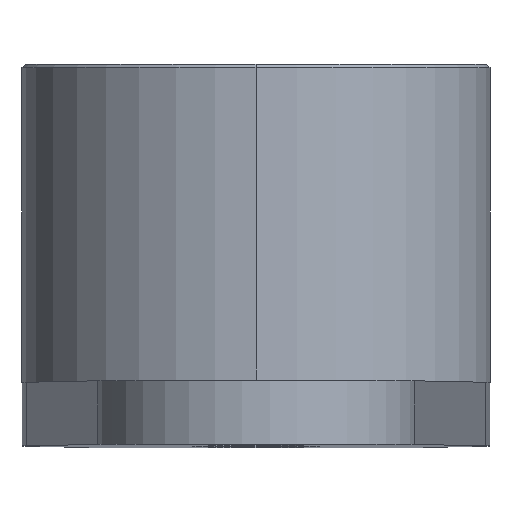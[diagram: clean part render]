
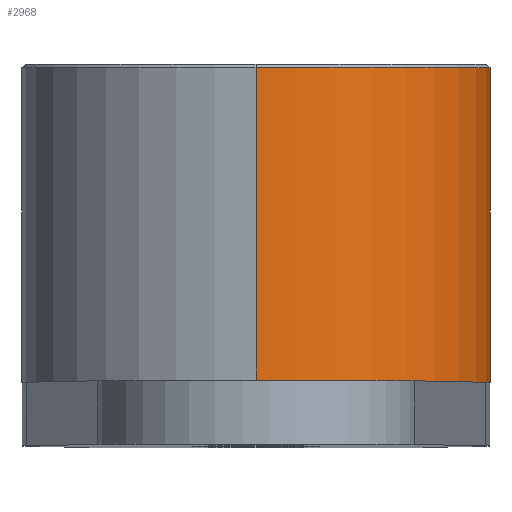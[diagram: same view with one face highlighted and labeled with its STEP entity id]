
A CAD part, top view. The second image highlights one B-rep face of the part: STEP entity #2968.
In plain terms, the highlighted cylindrical face has radius 3.679 mm (diameter 7.359 mm), a partial arc.
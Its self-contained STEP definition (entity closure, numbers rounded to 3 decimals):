
#30 = AXIS2_PLACEMENT_3D ( 'NONE', #3314, #5228, #7111 ) ;
#186 = VERTEX_POINT ( 'NONE', #4423 ) ;
#297 = ORIENTED_EDGE ( 'NONE', *, *, #4408, .T. ) ;
#578 = LINE ( 'NONE', #2468, #6868 ) ;
#635 = VECTOR ( 'NONE', #5374, 1000. ) ;
#760 = ORIENTED_EDGE ( 'NONE', *, *, #3324, .T. ) ;
#1204 = EDGE_LOOP ( 'NONE', ( #297, #760, #5604, #3976, #5145 ) ) ;
#1446 = CIRCLE ( 'NONE', #7206, 3.679 ) ;
#1746 = VERTEX_POINT ( 'NONE', #7360 ) ;
#1870 = AXIS2_PLACEMENT_3D ( 'NONE', #3325, #5121, #3286 ) ;
#2028 = EDGE_CURVE ( 'NONE', #2789, #186, #5150, .T. ) ;
#2073 = DIRECTION ( 'NONE',  ( 0., 0., -1. ) ) ;
#2155 = VERTEX_POINT ( 'NONE', #2422 ) ;
#2422 = CARTESIAN_POINT ( 'NONE',  ( 0., 1., 3.679 ) ) ;
#2468 = CARTESIAN_POINT ( 'NONE',  ( 0., 6., 3.679 ) ) ;
#2789 = VERTEX_POINT ( 'NONE', #7581 ) ;
#2932 = CARTESIAN_POINT ( 'NONE',  ( 0., 6., -3.679 ) ) ;
#2968 = ADVANCED_FACE ( 'NONE', ( #6036 ), #6636, .T. ) ;
#3286 = DIRECTION ( 'NONE',  ( 0., 0., 1. ) ) ;
#3314 = CARTESIAN_POINT ( 'NONE',  ( 0., 1., 0. ) ) ;
#3324 = EDGE_CURVE ( 'NONE', #1746, #2155, #578, .T. ) ;
#3325 = CARTESIAN_POINT ( 'NONE',  ( 0., 5.95, 0. ) ) ;
#3411 = AXIS2_PLACEMENT_3D ( 'NONE', #3597, #5435, #2073 ) ;
#3597 = CARTESIAN_POINT ( 'NONE',  ( 0., 6., 0. ) ) ;
#3610 = CARTESIAN_POINT ( 'NONE',  ( 0., 1., 0. ) ) ;
#3915 = CARTESIAN_POINT ( 'NONE',  ( 0., 5.95, -3.679 ) ) ;
#3976 = ORIENTED_EDGE ( 'NONE', *, *, #2028, .T. ) ;
#4408 = EDGE_CURVE ( 'NONE', #6686, #1746, #4805, .T. ) ;
#4423 = CARTESIAN_POINT ( 'NONE',  ( 0., 1., -3.679 ) ) ;
#4805 = CIRCLE ( 'NONE', #1870, 3.679 ) ;
#5121 = DIRECTION ( 'NONE',  ( 0., -1., 0. ) ) ;
#5145 = ORIENTED_EDGE ( 'NONE', *, *, #6085, .F. ) ;
#5150 = CIRCLE ( 'NONE', #30, 3.679 ) ;
#5228 = DIRECTION ( 'NONE',  ( 0., 1., 0. ) ) ;
#5374 = DIRECTION ( 'NONE',  ( 0., -1., 0. ) ) ;
#5435 = DIRECTION ( 'NONE',  ( 0., -1., 0. ) ) ;
#5445 = DIRECTION ( 'NONE',  ( 0., 1., 0. ) ) ;
#5604 = ORIENTED_EDGE ( 'NONE', *, *, #7872, .T. ) ;
#6028 = DIRECTION ( 'NONE',  ( 0., -1., 0. ) ) ;
#6036 = FACE_OUTER_BOUND ( 'NONE', #1204, .T. ) ;
#6085 = EDGE_CURVE ( 'NONE', #6686, #186, #7786, .T. ) ;
#6636 = CYLINDRICAL_SURFACE ( 'NONE', #3411, 3.679 ) ;
#6686 = VERTEX_POINT ( 'NONE', #3915 ) ;
#6868 = VECTOR ( 'NONE', #6028, 1000. ) ;
#7111 = DIRECTION ( 'NONE',  ( 0., 0., 1. ) ) ;
#7206 = AXIS2_PLACEMENT_3D ( 'NONE', #3610, #5445, #7895 ) ;
#7360 = CARTESIAN_POINT ( 'NONE',  ( 0., 5.95, 3.679 ) ) ;
#7581 = CARTESIAN_POINT ( 'NONE',  ( 3.679, 1., 0. ) ) ;
#7786 = LINE ( 'NONE', #2932, #635 ) ;
#7872 = EDGE_CURVE ( 'NONE', #2155, #2789, #1446, .T. ) ;
#7895 = DIRECTION ( 'NONE',  ( 0., 0., 1. ) ) ;
